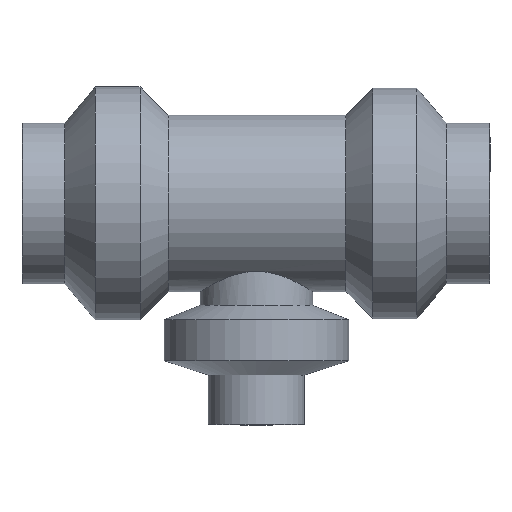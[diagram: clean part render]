
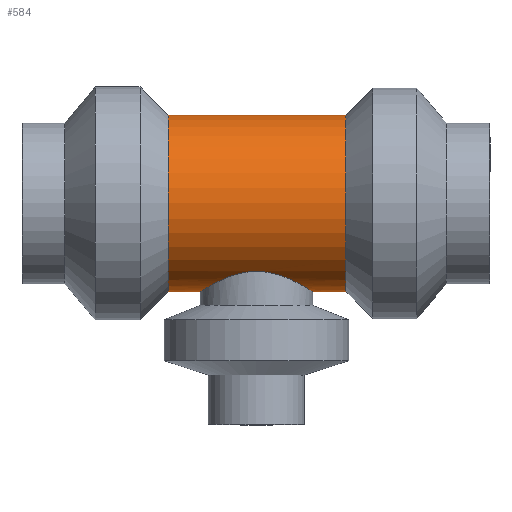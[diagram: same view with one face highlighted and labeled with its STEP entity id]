
A CAD part, top view. The second image highlights one B-rep face of the part: STEP entity #584.
In plain terms, the highlighted cylindrical face has radius 55 mm (diameter 110 mm), a partial arc.
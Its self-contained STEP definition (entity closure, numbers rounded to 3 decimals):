
#64=B_SPLINE_CURVE_WITH_KNOTS('',3,(#1165,#1166,#1167,#1168,#1169,#1170,
#1171,#1172,#1173,#1174,#1175,#1176,#1177,#1178,#1179,#1180,#1181,#1182,
#1183,#1184,#1185,#1186,#1187,#1188,#1189,#1190,#1191,#1192,#1193,#1194,
#1195,#1196,#1197,#1198),.UNSPECIFIED.,.F.,.F.,(4,2,2,2,2,2,2,2,2,2,2,2,
2,2,2,2,4),(-16.403,-15.722,-15.042,-14.361,
-13.681,-12.994,-12.308,-11.622,
-10.935,-10.249,-9.562,-8.876,
-8.189,-7.509,-6.829,-6.148,
-5.468),.UNSPECIFIED.);
#115=CYLINDRICAL_SURFACE('',#772,55.);
#142=FACE_OUTER_BOUND('',#187,.T.);
#187=EDGE_LOOP('',(#437,#438,#439,#440,#441,#442));
#238=CIRCLE('',#773,55.);
#239=CIRCLE('',#774,55.);
#280=VERTEX_POINT('',#1114);
#281=VERTEX_POINT('',#1115);
#282=VERTEX_POINT('',#1117);
#283=VERTEX_POINT('',#1119);
#284=VERTEX_POINT('',#1155);
#285=VERTEX_POINT('',#1157);
#331=EDGE_CURVE('',#281,#282,#652,.T.);
#333=EDGE_CURVE('',#283,#284,#653,.T.);
#335=EDGE_CURVE('',#285,#280,#654,.T.);
#338=EDGE_CURVE('',#285,#284,#238,.T.);
#339=EDGE_CURVE('',#283,#282,#64,.T.);
#340=EDGE_CURVE('',#281,#280,#239,.T.);
#437=ORIENTED_EDGE('',*,*,#335,.F.);
#438=ORIENTED_EDGE('',*,*,#338,.T.);
#439=ORIENTED_EDGE('',*,*,#333,.F.);
#440=ORIENTED_EDGE('',*,*,#339,.T.);
#441=ORIENTED_EDGE('',*,*,#331,.F.);
#442=ORIENTED_EDGE('',*,*,#340,.T.);
#584=ADVANCED_FACE('',(#142),#115,.T.);
#652=LINE('',#1118,#696);
#653=LINE('',#1156,#697);
#654=LINE('',#1159,#698);
#696=VECTOR('',#906,304.8);
#697=VECTOR('',#907,304.8);
#698=VECTOR('',#910,304.8);
#772=AXIS2_PLACEMENT_3D('',#1163,#917,#918);
#773=AXIS2_PLACEMENT_3D('',#1164,#919,#920);
#774=AXIS2_PLACEMENT_3D('',#1199,#921,#922);
#906=DIRECTION('',(-1.,0.,0.));
#907=DIRECTION('',(-1.,0.,0.));
#910=DIRECTION('',(1.,0.,0.));
#917=DIRECTION('center_axis',(1.,0.,0.));
#918=DIRECTION('ref_axis',(0.,1.,0.));
#919=DIRECTION('center_axis',(1.,0.,0.));
#920=DIRECTION('ref_axis',(0.,1.,0.));
#921=DIRECTION('center_axis',(-1.,0.,0.));
#922=DIRECTION('ref_axis',(0.,1.,0.));
#1114=CARTESIAN_POINT('',(55.75,55.,0.));
#1115=CARTESIAN_POINT('',(55.75,-55.,0.));
#1117=CARTESIAN_POINT('',(35.,-55.,0.));
#1118=CARTESIAN_POINT('',(35.,-55.,0.));
#1119=CARTESIAN_POINT('',(-35.,-55.,0.));
#1155=CARTESIAN_POINT('',(-55.,-55.,0.));
#1156=CARTESIAN_POINT('',(-55.,-55.,0.));
#1157=CARTESIAN_POINT('',(-55.,55.,0.));
#1159=CARTESIAN_POINT('',(-55.,55.,0.));
#1163=CARTESIAN_POINT('Origin',(-32.5,0.,0.));
#1164=CARTESIAN_POINT('Origin',(-55.,0.,
0.));
#1165=CARTESIAN_POINT('Ctrl Pts',(-35.,-55.,0.));
#1166=CARTESIAN_POINT('Ctrl Pts',(-35.,-55.,2.268));
#1167=CARTESIAN_POINT('Ctrl Pts',(-34.776,-54.857,4.593));
#1168=CARTESIAN_POINT('Ctrl Pts',(-33.856,-54.278,9.177));
#1169=CARTESIAN_POINT('Ctrl Pts',(-33.161,-53.844,11.436));
#1170=CARTESIAN_POINT('Ctrl Pts',(-31.352,-52.749,15.731));
#1171=CARTESIAN_POINT('Ctrl Pts',(-30.237,-52.088,17.773));
#1172=CARTESIAN_POINT('Ctrl Pts',(-27.691,-50.652,21.526));
#1173=CARTESIAN_POINT('Ctrl Pts',(-26.26,-49.878,23.238));
#1174=CARTESIAN_POINT('Ctrl Pts',(-23.225,-48.349,26.273));
#1175=CARTESIAN_POINT('Ctrl Pts',(-21.506,-47.535,27.706));
#1176=CARTESIAN_POINT('Ctrl Pts',(-17.754,-45.96,30.248));
#1177=CARTESIAN_POINT('Ctrl Pts',(-15.721,-45.2,31.357));
#1178=CARTESIAN_POINT('Ctrl Pts',(-11.445,-43.896,33.157));
#1179=CARTESIAN_POINT('Ctrl Pts',(-9.196,-43.353,33.851));
#1180=CARTESIAN_POINT('Ctrl Pts',(-4.618,-42.617,34.772));
#1181=CARTESIAN_POINT('Ctrl Pts',(-2.288,-42.426,35.));
#1182=CARTESIAN_POINT('Ctrl Pts',(2.288,-42.426,35.));
#1183=CARTESIAN_POINT('Ctrl Pts',(4.618,-42.617,34.772));
#1184=CARTESIAN_POINT('Ctrl Pts',(9.196,-43.353,33.851));
#1185=CARTESIAN_POINT('Ctrl Pts',(11.445,-43.896,33.157));
#1186=CARTESIAN_POINT('Ctrl Pts',(15.721,-45.2,31.357));
#1187=CARTESIAN_POINT('Ctrl Pts',(17.754,-45.96,30.248));
#1188=CARTESIAN_POINT('Ctrl Pts',(21.506,-47.535,27.706));
#1189=CARTESIAN_POINT('Ctrl Pts',(23.225,-48.349,26.273));
#1190=CARTESIAN_POINT('Ctrl Pts',(26.26,-49.878,23.238));
#1191=CARTESIAN_POINT('Ctrl Pts',(27.691,-50.652,21.526));
#1192=CARTESIAN_POINT('Ctrl Pts',(30.237,-52.088,17.773));
#1193=CARTESIAN_POINT('Ctrl Pts',(31.352,-52.749,15.731));
#1194=CARTESIAN_POINT('Ctrl Pts',(33.161,-53.844,11.436));
#1195=CARTESIAN_POINT('Ctrl Pts',(33.856,-54.278,9.177));
#1196=CARTESIAN_POINT('Ctrl Pts',(34.776,-54.857,4.593));
#1197=CARTESIAN_POINT('Ctrl Pts',(35.,-55.,2.268));
#1198=CARTESIAN_POINT('Ctrl Pts',(35.,-55.,0.));
#1199=CARTESIAN_POINT('Origin',(55.75,0.,
0.));
